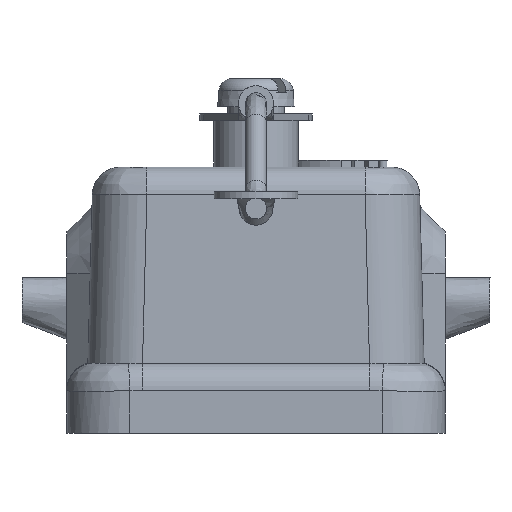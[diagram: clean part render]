
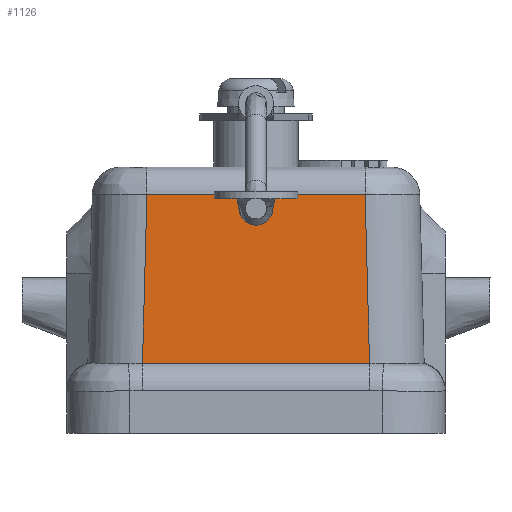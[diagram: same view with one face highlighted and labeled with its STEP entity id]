
A CAD part, front view. The second image highlights one B-rep face of the part: STEP entity #1126.
In plain terms, the highlighted planar face has unit normal (0, -1, 0.026).
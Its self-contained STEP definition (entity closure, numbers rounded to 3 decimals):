
#915=FACE_OUTER_BOUND('',#1993,.T.);
#1126=ADVANCED_FACE('',(#915),#1331,.T.);
#1331=PLANE('',#4157);
#1490=LINE('',#5546,#1718);
#1491=LINE('',#5549,#1719);
#1492=LINE('',#5551,#1720);
#1493=LINE('',#5553,#1721);
#1718=VECTOR('',#4552,1.);
#1719=VECTOR('',#4553,1.);
#1720=VECTOR('',#4554,1.);
#1721=VECTOR('',#4555,1.);
#1993=EDGE_LOOP('',(#2310,#2311,#2312,#2313));
#2310=ORIENTED_EDGE('',*,*,#3485,.T.);
#2311=ORIENTED_EDGE('',*,*,#3486,.T.);
#2312=ORIENTED_EDGE('',*,*,#3487,.T.);
#2313=ORIENTED_EDGE('',*,*,#3488,.F.);
#3194=VERTEX_POINT('',#5547);
#3195=VERTEX_POINT('',#5548);
#3196=VERTEX_POINT('',#5550);
#3197=VERTEX_POINT('',#5552);
#3485=EDGE_CURVE('',#3194,#3195,#1490,.T.);
#3486=EDGE_CURVE('',#3195,#3196,#1491,.T.);
#3487=EDGE_CURVE('',#3196,#3197,#1492,.T.);
#3488=EDGE_CURVE('',#3194,#3197,#1493,.T.);
#4157=AXIS2_PLACEMENT_3D('',#5554,#4556,#4557);
#4552=DIRECTION('',(-0.026,0.026,0.999));
#4553=DIRECTION('',(-1.,0.,0.));
#4554=DIRECTION('',(-0.026,-0.026,-0.999));
#4555=DIRECTION('',(-1.,0.,0.));
#4556=DIRECTION('',(0.,-1.,0.026));
#4557=DIRECTION('',(0.,-0.026,-1.));
#5546=CARTESIAN_POINT('',(8.088,-11.986,2.026));
#5547=CARTESIAN_POINT('',(8.101,-12.,1.5));
#5548=CARTESIAN_POINT('',(7.786,-11.684,13.552));
#5549=CARTESIAN_POINT('',(-7.735,-11.684,13.552));
#5550=CARTESIAN_POINT('',(-7.786,-11.684,13.552));
#5551=CARTESIAN_POINT('',(-8.104,-12.003,1.398));
#5552=CARTESIAN_POINT('',(-8.101,-12.,1.5));
#5553=CARTESIAN_POINT('',(-12.,-12.,1.5));
#5554=CARTESIAN_POINT('',(-12.,-12.,1.5));
